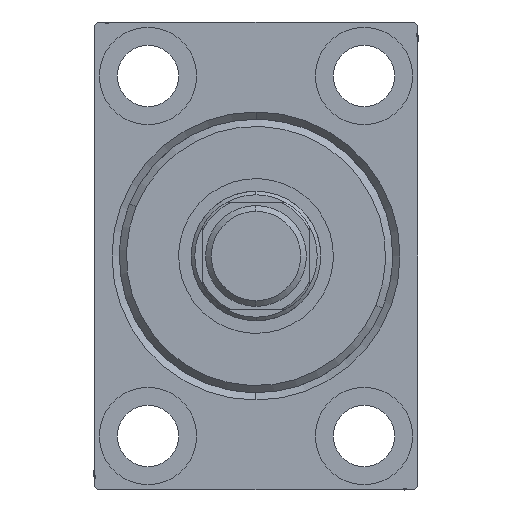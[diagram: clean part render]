
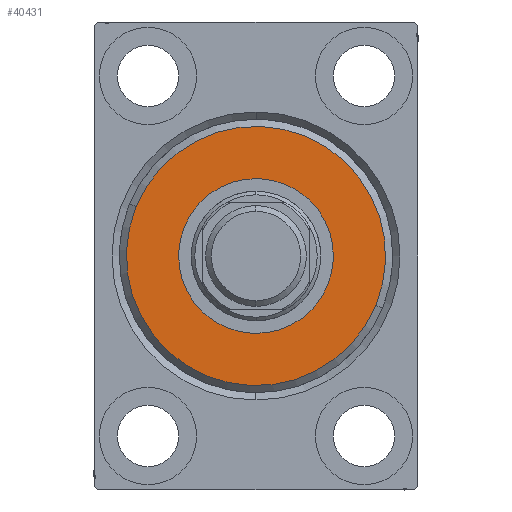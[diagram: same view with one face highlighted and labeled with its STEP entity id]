
A CAD part, left-side view. The second image highlights one B-rep face of the part: STEP entity #40431.
In plain terms, the highlighted face is planar.
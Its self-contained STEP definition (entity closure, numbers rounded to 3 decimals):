
#389 = FACE_BOUND ( 'NONE', #27954, .T. ) ;
#2324 = AXIS2_PLACEMENT_3D ( 'NONE', #4007, #24898, #38203 ) ;
#3984 = CARTESIAN_POINT ( 'NONE',  ( 3., 0., 0. ) ) ;
#4007 = CARTESIAN_POINT ( 'NONE',  ( 3., 0., 0. ) ) ;
#4620 = EDGE_CURVE ( 'NONE', #6147, #20656, #25507, .T. ) ;
#6147 = VERTEX_POINT ( 'NONE', #17552 ) ;
#7366 = CIRCLE ( 'NONE', #2324, 10.75 ) ;
#7578 = DIRECTION ( 'NONE',  ( 1., 0., 0. ) ) ;
#7583 = DIRECTION ( 'NONE',  ( 1., 0., 0. ) ) ;
#10564 = CARTESIAN_POINT ( 'NONE',  ( 3., 0., 10.75 ) ) ;
#10926 = DIRECTION ( 'NONE',  ( -1., 0., 0. ) ) ;
#11032 = ORIENTED_EDGE ( 'NONE', *, *, #20179, .T. ) ;
#11810 = CARTESIAN_POINT ( 'NONE',  ( 3., 0., 0. ) ) ;
#12141 = ORIENTED_EDGE ( 'NONE', *, *, #4620, .T. ) ;
#17552 = CARTESIAN_POINT ( 'NONE',  ( 3., 0., -10.75 ) ) ;
#18128 = FACE_OUTER_BOUND ( 'NONE', #42856, .T. ) ;
#18226 = CARTESIAN_POINT ( 'NONE',  ( 3., 0., -18. ) ) ;
#18339 = DIRECTION ( 'NONE',  ( 0., 0., -1. ) ) ;
#20179 = EDGE_CURVE ( 'NONE', #22338, #40078, #33743, .T. ) ;
#20656 = VERTEX_POINT ( 'NONE', #10564 ) ;
#20777 = AXIS2_PLACEMENT_3D ( 'NONE', #35459, #7578, #18339 ) ;
#22197 = AXIS2_PLACEMENT_3D ( 'NONE', #26122, #22293, #35383 ) ;
#22293 = DIRECTION ( 'NONE',  ( 1., 0., 0. ) ) ;
#22338 = VERTEX_POINT ( 'NONE', #38582 ) ;
#22533 = AXIS2_PLACEMENT_3D ( 'NONE', #3984, #7583, #28033 ) ;
#23398 = EDGE_CURVE ( 'NONE', #40078, #22338, #35166, .T. ) ;
#24898 = DIRECTION ( 'NONE',  ( -1., 0., 0. ) ) ;
#25507 = CIRCLE ( 'NONE', #37033, 10.75 ) ;
#26122 = CARTESIAN_POINT ( 'NONE',  ( 3., 0., 0. ) ) ;
#27954 = EDGE_LOOP ( 'NONE', ( #34502, #12141 ) ) ;
#28033 = DIRECTION ( 'NONE',  ( 0., 0., -1. ) ) ;
#28484 = PLANE ( 'NONE',  #22533 ) ;
#31167 = EDGE_CURVE ( 'NONE', #20656, #6147, #7366, .T. ) ;
#33743 = CIRCLE ( 'NONE', #20777, 18. ) ;
#34502 = ORIENTED_EDGE ( 'NONE', *, *, #31167, .T. ) ;
#35166 = CIRCLE ( 'NONE', #22197, 18. ) ;
#35383 = DIRECTION ( 'NONE',  ( 0., 0., -1. ) ) ;
#35459 = CARTESIAN_POINT ( 'NONE',  ( 3., 0., 0. ) ) ;
#37033 = AXIS2_PLACEMENT_3D ( 'NONE', #11810, #10926, #42623 ) ;
#38203 = DIRECTION ( 'NONE',  ( 0., 0., -1. ) ) ;
#38582 = CARTESIAN_POINT ( 'NONE',  ( 3., 0., 18. ) ) ;
#40078 = VERTEX_POINT ( 'NONE', #18226 ) ;
#40390 = ORIENTED_EDGE ( 'NONE', *, *, #23398, .T. ) ;
#40431 = ADVANCED_FACE ( 'NONE', ( #18128, #389 ), #28484, .T. ) ;
#42623 = DIRECTION ( 'NONE',  ( 0., 0., -1. ) ) ;
#42856 = EDGE_LOOP ( 'NONE', ( #11032, #40390 ) ) ;
